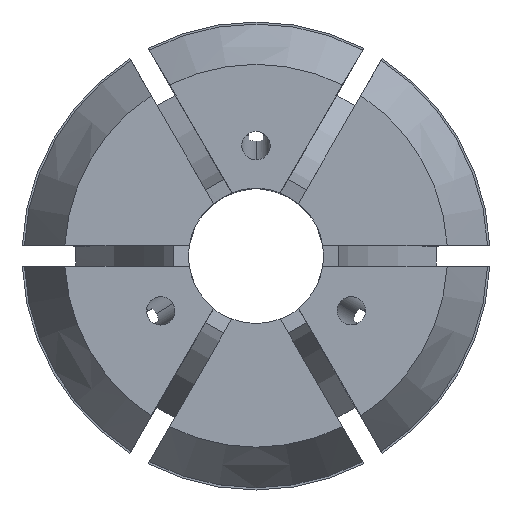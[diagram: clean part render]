
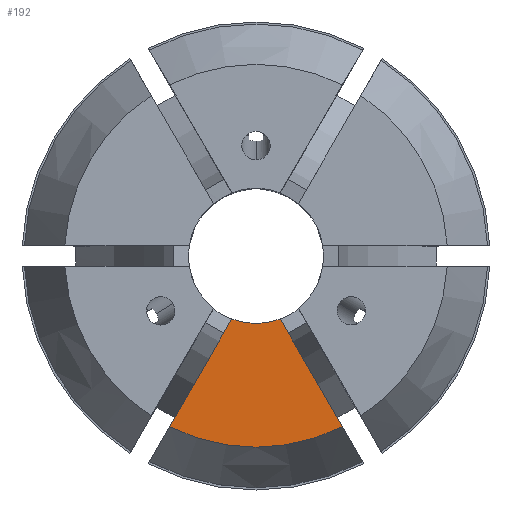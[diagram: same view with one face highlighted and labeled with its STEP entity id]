
A CAD part, top view. The second image highlights one B-rep face of the part: STEP entity #192.
In plain terms, the highlighted planar face has unit normal (0, 0, 1).
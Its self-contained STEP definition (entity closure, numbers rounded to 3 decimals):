
#49 = DIRECTION ( 'NONE',  ( 1., 0., 0. ) ) ;
#150 = AXIS2_PLACEMENT_3D ( 'NONE', #506, #1131, #2969 ) ;
#192 = ADVANCED_FACE ( 'NONE', ( #3370 ), #1437, .T. ) ;
#317 = CARTESIAN_POINT ( 'NONE',  ( 0., 0., 40. ) ) ;
#337 = VERTEX_POINT ( 'NONE', #372 ) ;
#372 = CARTESIAN_POINT ( 'NONE',  ( 6.09, -12.048, 40. ) ) ;
#376 = EDGE_CURVE ( 'NONE', #2784, #337, #1039, .T. ) ;
#427 = CARTESIAN_POINT ( 'NONE',  ( -6.495, 9.75, 40. ) ) ;
#506 = CARTESIAN_POINT ( 'NONE',  ( 0., 13.499, 40. ) ) ;
#584 = ORIENTED_EDGE ( 'NONE', *, *, #376, .F. ) ;
#1039 = LINE ( 'NONE', #427, #1675 ) ;
#1099 = DIRECTION ( 'NONE',  ( -1., 0., 0. ) ) ;
#1108 = EDGE_CURVE ( 'NONE', #337, #1831, #3881, .T. ) ;
#1131 = DIRECTION ( 'NONE',  ( 0., 0., 1. ) ) ;
#1182 = EDGE_LOOP ( 'NONE', ( #1620, #2806, #1769, #584 ) ) ;
#1291 = CIRCLE ( 'NONE', #3094, 4.762 ) ;
#1437 = PLANE ( 'NONE',  #150 ) ;
#1589 = LINE ( 'NONE', #3139, #3042 ) ;
#1620 = ORIENTED_EDGE ( 'NONE', *, *, #2454, .F. ) ;
#1675 = VECTOR ( 'NONE', #2548, 1000. ) ;
#1769 = ORIENTED_EDGE ( 'NONE', *, *, #1108, .F. ) ;
#1778 = DIRECTION ( 'NONE',  ( 0., 0., -1. ) ) ;
#1831 = VERTEX_POINT ( 'NONE', #1918 ) ;
#1918 = CARTESIAN_POINT ( 'NONE',  ( -6.09, -12.048, 40. ) ) ;
#1946 = DIRECTION ( 'NONE',  ( -0.5, -0.866, 0. ) ) ;
#2016 = CARTESIAN_POINT ( 'NONE',  ( -1.702, -4.448, 40. ) ) ;
#2454 = EDGE_CURVE ( 'NONE', #3786, #2784, #1291, .T. ) ;
#2511 = DIRECTION ( 'NONE',  ( 0., 0., 1. ) ) ;
#2548 = DIRECTION ( 'NONE',  ( 0.5, -0.866, 0. ) ) ;
#2617 = AXIS2_PLACEMENT_3D ( 'NONE', #3631, #1778, #1099 ) ;
#2784 = VERTEX_POINT ( 'NONE', #3553 ) ;
#2806 = ORIENTED_EDGE ( 'NONE', *, *, #3026, .T. ) ;
#2969 = DIRECTION ( 'NONE',  ( 1., 0., 0. ) ) ;
#3026 = EDGE_CURVE ( 'NONE', #3786, #1831, #1589, .T. ) ;
#3042 = VECTOR ( 'NONE', #1946, 1000. ) ;
#3094 = AXIS2_PLACEMENT_3D ( 'NONE', #317, #2511, #49 ) ;
#3139 = CARTESIAN_POINT ( 'NONE',  ( 6.495, 9.75, 40. ) ) ;
#3370 = FACE_OUTER_BOUND ( 'NONE', #1182, .T. ) ;
#3553 = CARTESIAN_POINT ( 'NONE',  ( 1.702, -4.448, 40. ) ) ;
#3631 = CARTESIAN_POINT ( 'NONE',  ( 0., 0., 40. ) ) ;
#3786 = VERTEX_POINT ( 'NONE', #2016 ) ;
#3881 = CIRCLE ( 'NONE', #2617, 13.499 ) ;
